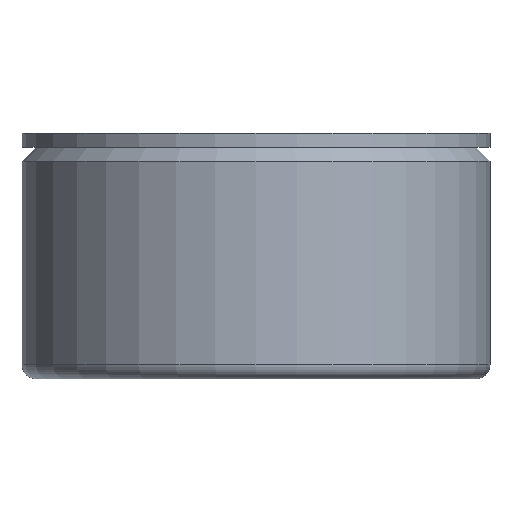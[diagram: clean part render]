
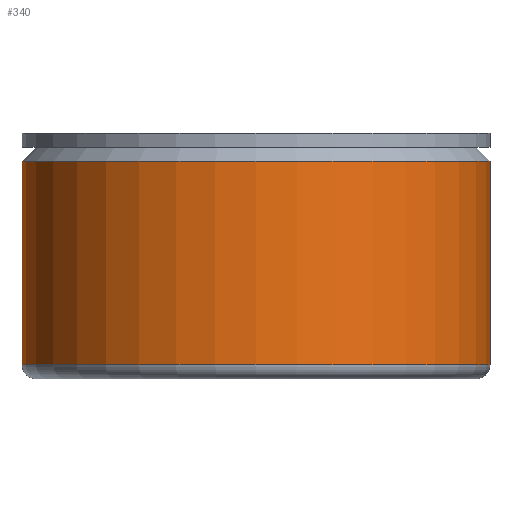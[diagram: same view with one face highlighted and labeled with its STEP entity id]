
A CAD part, front view. The second image highlights one B-rep face of the part: STEP entity #340.
In plain terms, the highlighted cylindrical face has radius 12.7 mm (diameter 25.4 mm), a full revolution.
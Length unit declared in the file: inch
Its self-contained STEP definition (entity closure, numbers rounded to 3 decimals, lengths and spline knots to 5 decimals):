
#16=CYLINDRICAL_SURFACE('',#381,0.5);
#30=FACE_BOUND('',#82,.T.);
#56=FACE_OUTER_BOUND('',#81,.T.);
#81=EDGE_LOOP('',(#287));
#82=EDGE_LOOP('',(#288));
#101=CIRCLE('',#380,0.5);
#102=CIRCLE('',#382,0.5);
#159=VERTEX_POINT('',#4412);
#160=VERTEX_POINT('',#4415);
#203=EDGE_CURVE('',#159,#159,#101,.T.);
#204=EDGE_CURVE('',#160,#160,#102,.T.);
#287=ORIENTED_EDGE('',*,*,#204,.T.);
#288=ORIENTED_EDGE('',*,*,#203,.F.);
#340=ADVANCED_FACE('',(#56,#30),#16,.T.);
#380=AXIS2_PLACEMENT_3D('',#4413,#447,#448);
#381=AXIS2_PLACEMENT_3D('',#4414,#449,#450);
#382=AXIS2_PLACEMENT_3D('',#4416,#451,#452);
#447=DIRECTION('center_axis',(0.,0.,-1.));
#448=DIRECTION('ref_axis',(-1.,0.,0.));
#449=DIRECTION('center_axis',(0.,0.,1.));
#450=DIRECTION('ref_axis',(-1.,0.,0.));
#451=DIRECTION('center_axis',(0.,0.,-1.));
#452=DIRECTION('ref_axis',(-1.,0.,0.));
#4412=CARTESIAN_POINT('',(0.5,0.,0.03));
#4413=CARTESIAN_POINT('Origin',(0.,0.,0.03));
#4414=CARTESIAN_POINT('Origin',(0.,0.,0.));
#4415=CARTESIAN_POINT('',(0.5,0.,0.465));
#4416=CARTESIAN_POINT('Origin',(0.,0.,0.465));
